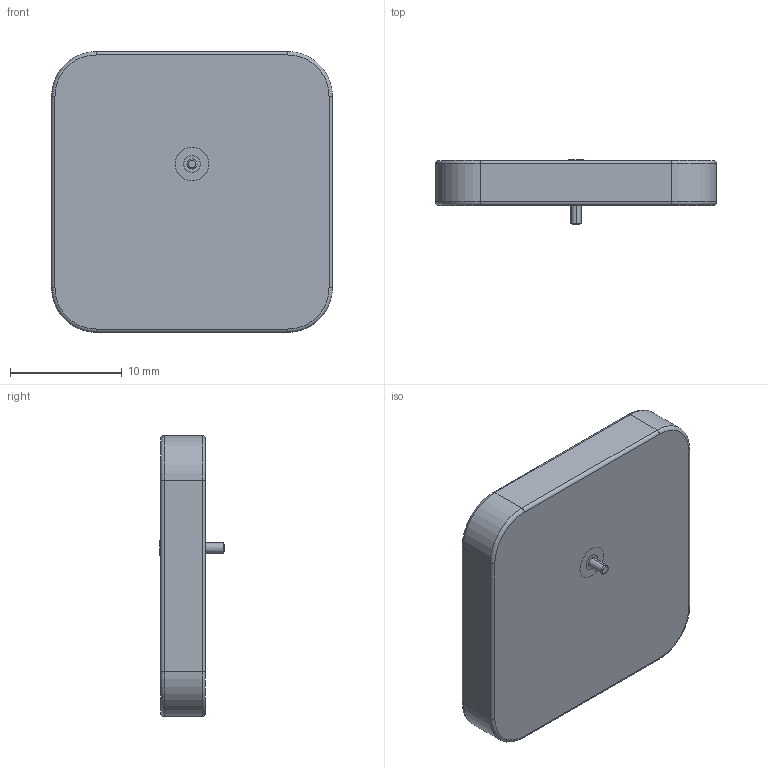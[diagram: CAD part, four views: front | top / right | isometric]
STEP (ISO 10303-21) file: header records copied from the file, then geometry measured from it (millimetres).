
FILE_DESCRIPTION (( 'STEP AP214' ), '1' );
FILE_NAME ('ANT-GNSSCP-TH25L1.STEP', '2021-12-17T18:40:01', ( '' ), ( '' ), 'SwSTEP 2.0', 'SolidWorks 2017', '' );
FILE_SCHEMA (( 'AUTOMOTIVE_DESIGN' ));
Length unit declared in the file: millimetre
Products named in the file (1): ANT-GNSSCP-TH25L1
Bounding box: 25.1 x 5.8 x 25.1 mm (x, y, z)
Volume: 2462.8 mm3; surface area: 2441.2 mm2
Topology: 7 solids, 7 shells, 78 faces, 162 edges, 102 vertices
Faces by surface type: plane 34, cylinder 32, torus 8, cone 4
Entity records: 2180 total; most frequent: DIRECTION 398, CARTESIAN_POINT 343, ORIENTED_EDGE 324, EDGE_CURVE 162, AXIS2_PLACEMENT_3D 157, VERTEX_POINT 102, EDGE_LOOP 88, LINE 84
